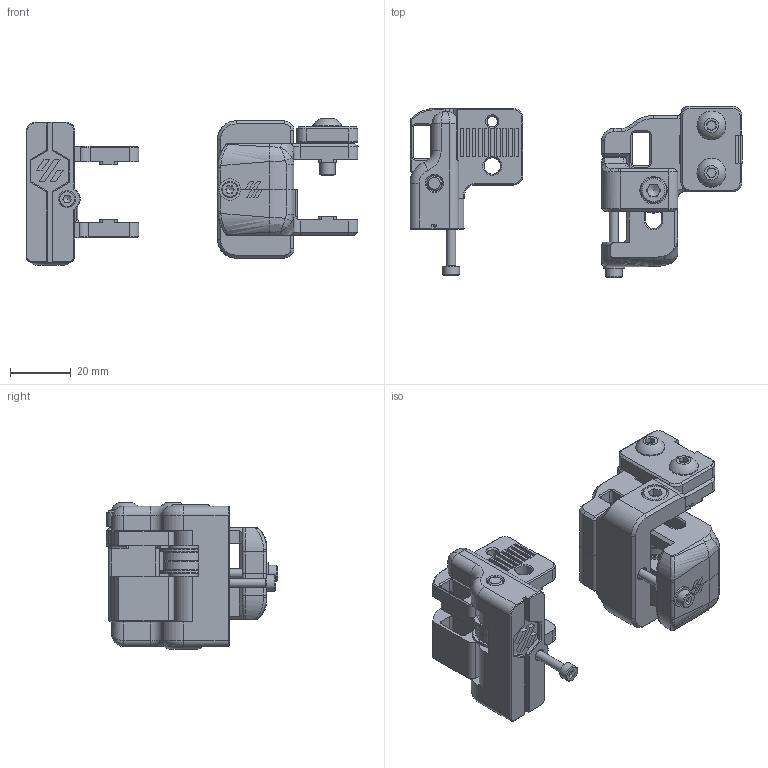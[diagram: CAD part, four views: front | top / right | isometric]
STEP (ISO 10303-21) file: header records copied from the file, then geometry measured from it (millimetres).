
FILE_DESCRIPTION(/* description */ (''),/* implementation_level */ '2;1');
FILE_NAME(/* name */ 'Other_Idler_V2.step',/* time_stamp */ '2021-06-25T07:07:57-05:00',/* author */ (''),/* organization */ (''),/* preprocessor_version */ 'ST-DEVELOPER v18.1',/* originating_system */ 'Autodesk Translation Framework v10.9.0.1377',/* authorisation */ '');
FILE_SCHEMA (('AUTOMOTIVE_DESIGN { 1 0 10303 214 3 1 1 }'));
Length unit declared in the file: millimetre
Products named in the file (25): The "Other" Idler; Front Idler A Mk3; Tensioner A (1) (1); Idler Assembly (1) (1); M5 1mm Spacer (1) (1); F695 ZZ (1) (1); Front Idler A Bottom (1) (1) (1); Front Idler A Top (1) (1); 5mmx45mm pin; Idler_Carrier; Front Idler A Original; M5x16 BHCS (1) (1) (1); Z Belt Clamp Upper (1) (1); Tensioner A (1) (1) (1); M5x40 SHCS (1); M5 Hexnut (1); Idler Assembly (1) (1) (1); M5 1mm Spacer (1) (1) (1); F695 ZZ (1) (1) (1); M3 Threaded Insert (1); M3 Washer (1) (1); Front Idler A Bottom (1) (1) (1) (1); Front Idler A Top (1) (1) (1); M3x40 SHCS (1) (1); M3 Threaded Insert (1) (1)
Assembly tree (30 placements, depth 5):
  The "Other" Idler
    Front Idler A Mk3
      Tensioner A (1) (1)
        Idler Assembly (1) (1)
          M5 1mm Spacer (1) (1)  x2
          F695 ZZ (1) (1)  x2
      Front Idler A Bottom (1) (1) (1)
      Front Idler A Top (1) (1)
    5mmx45mm pin
    Idler_Carrier
    Front Idler A Original
      M5x16 BHCS (1) (1) (1)  x2
      Z Belt Clamp Upper (1) (1)
      Tensioner A (1) (1) (1)
        M5x40 SHCS (1)
        M5 Hexnut (1)
        Idler Assembly (1) (1) (1)
          M5 1mm Spacer (1) (1) (1)  x2
          F695 ZZ (1) (1) (1)  x2
        M3 Threaded Insert (1)
      M3x40 SHCS (1) (1)
      M3 Washer (1) (1)
      Front Idler A Bottom (1) (1) (1) (1)
      Front Idler A Top (1) (1) (1)
    M3x40 SHCS (1) (1)
    M3 Threaded Insert (1) (1)
Bounding box: 108.86 x 56.1 x 48.15 mm (x, y, z)
Volume: 65675.9 mm3; surface area: 38184.9 mm2
Topology: 25 solids, 25 shells, 1512 faces, 3787 edges, 2394 vertices
Faces by surface type: plane 751, cylinder 357, bspline 190, cone 181, torus 31, sphere 2
Full cylindrical faces by diameter (mm): 2.9 x2, 3 x2, 3.2 x1, 3.4 x3, 3.5 x3, 4.2 x3, 4.25 x2, 4.6 x2, 4.7 x1, 4.75 x1, 4.85 x1, 5 x8, 5.3 x4, 5.4 x13, 5.5 x2, 6.5 x8, 7 x1, 8.5 x1, 9 x1, 9.5 x2, 10 x4, 11.5 x8, 13 x4, 15 x4
Entity records: 47889 total; most frequent: CARTESIAN_POINT 14146, ORIENTED_EDGE 7166, DIRECTION 6398, EDGE_CURVE 3583, VERTEX_POINT 2279, AXIS2_PLACEMENT_3D 2200, LINE 1998, VECTOR 1998
